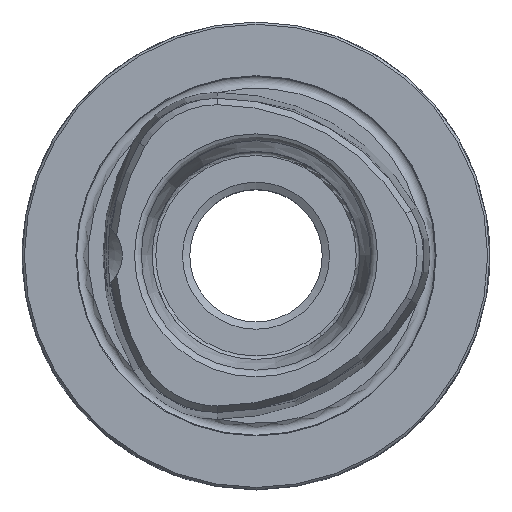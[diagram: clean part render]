
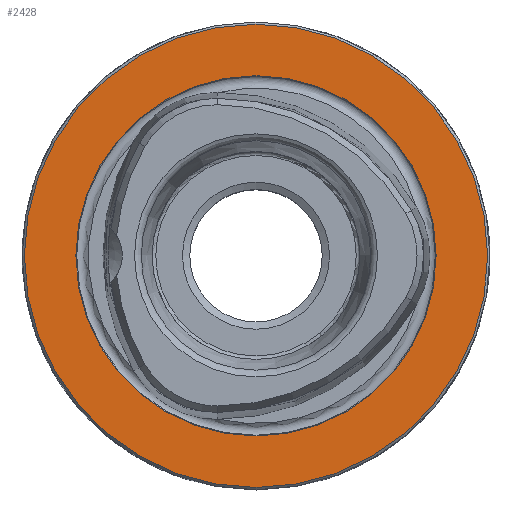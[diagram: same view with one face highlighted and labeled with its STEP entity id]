
A CAD part, top view. The second image highlights one B-rep face of the part: STEP entity #2428.
In plain terms, the highlighted planar face has unit normal (0, 0, 1).
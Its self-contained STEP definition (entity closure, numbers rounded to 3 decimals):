
#39=PLANE('',#2625);
#595=ORIENTED_EDGE('',*,*,#917,.T.);
#596=ORIENTED_EDGE('',*,*,#914,.F.);
#914=EDGE_CURVE('',#1088,#1088,#1180,.T.);
#917=EDGE_CURVE('',#1091,#1091,#1183,.T.);
#1088=VERTEX_POINT('',#3814);
#1091=VERTEX_POINT('',#3822);
#1180=CIRCLE('',#2621,24.264);
#1183=CIRCLE('',#2626,31.2);
#1289=EDGE_LOOP('',(#595));
#1290=EDGE_LOOP('',(#596));
#1455=FACE_BOUND('',#1289,.T.);
#1456=FACE_BOUND('',#1290,.T.);
#2428=ADVANCED_FACE('',(#1455,#1456),#39,.T.);
#2621=AXIS2_PLACEMENT_3D('',#3813,#3006,#3007);
#2625=AXIS2_PLACEMENT_3D('',#3820,#3014,#3015);
#2626=AXIS2_PLACEMENT_3D('',#3821,#3016,#3017);
#3006=DIRECTION('',(0.,0.,1.));
#3007=DIRECTION('',(1.,0.,0.));
#3014=DIRECTION('',(0.,0.,1.));
#3015=DIRECTION('',(1.,0.,0.));
#3016=DIRECTION('',(0.,0.,1.));
#3017=DIRECTION('',(1.,0.,0.));
#3813=CARTESIAN_POINT('',(0.,0.,0.));
#3814=CARTESIAN_POINT('',(24.264,0.,0.));
#3820=CARTESIAN_POINT('',(24.2,0.,0.));
#3821=CARTESIAN_POINT('',(0.,0.,0.));
#3822=CARTESIAN_POINT('',(31.2,0.,0.));
